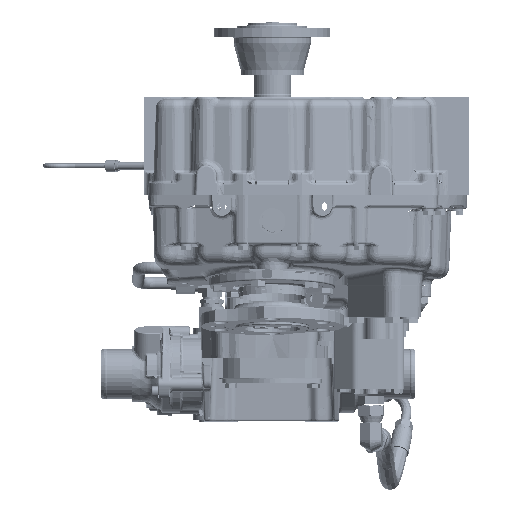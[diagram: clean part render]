
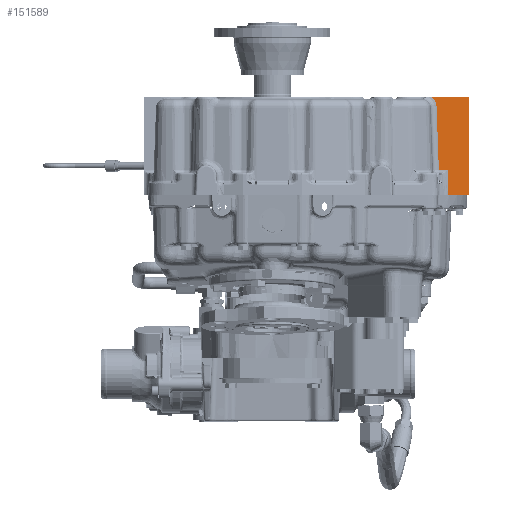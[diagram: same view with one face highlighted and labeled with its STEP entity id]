
A CAD part, front view. The second image highlights one B-rep face of the part: STEP entity #151589.
In plain terms, the highlighted planar face has unit normal (0, -0.999, 0.035).
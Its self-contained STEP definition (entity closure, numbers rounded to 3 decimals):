
#4539 = VECTOR ( 'NONE', #284747, 1000. ) ;
#5316 = ORIENTED_EDGE ( 'NONE', *, *, #194566, .T. ) ;
#6762 = CARTESIAN_POINT ( 'NONE',  ( 226.446, -154.863, -96.588 ) ) ;
#7017 = VECTOR ( 'NONE', #15604, 1000. ) ;
#15604 = DIRECTION ( 'NONE',  ( -1., 0., 0. ) ) ;
#23752 = CARTESIAN_POINT ( 'NONE',  ( 205.757, -151.49, 0. ) ) ;
#27696 = CARTESIAN_POINT ( 'NONE',  ( 212.071, -151.961, -13.491 ) ) ;
#28577 = CARTESIAN_POINT ( 'NONE',  ( 226.426, -154.818, -95.301 ) ) ;
#29568 = CARTESIAN_POINT ( 'NONE',  ( 226.532, -155.059, -102.19 ) ) ;
#35573 = PLANE ( 'NONE',  #215869 ) ;
#37416 = CARTESIAN_POINT ( 'NONE',  ( -300., -151.49, 0. ) ) ;
#44836 = VECTOR ( 'NONE', #110787, 1000. ) ;
#47350 = VECTOR ( 'NONE', #131311, 1000. ) ;
#49559 = CARTESIAN_POINT ( 'NONE',  ( 209.665, -151.612, -3.499 ) ) ;
#52388 = CARTESIAN_POINT ( 'NONE',  ( 226.664, -155.36, -110.819 ) ) ;
#52513 = EDGE_CURVE ( 'NONE', #290217, #231683, #167983, .T. ) ;
#65118 = CARTESIAN_POINT ( 'NONE',  ( -396.804, 456.914, 17422.404 ) ) ;
#75209 = CARTESIAN_POINT ( 'NONE',  ( 226.818, -155.71, -120.856 ) ) ;
#78273 = VERTEX_POINT ( 'NONE', #23752 ) ;
#79049 = ORIENTED_EDGE ( 'NONE', *, *, #52513, .F. ) ;
#83484 = EDGE_CURVE ( 'NONE', #90196, #293504, #218576, .T. ) ;
#90196 = VERTEX_POINT ( 'NONE', #245580 ) ;
#110787 = DIRECTION ( 'NONE',  ( 0.035, -0.035, -0.999 ) ) ;
#112684 = ORIENTED_EDGE ( 'NONE', *, *, #232026, .T. ) ;
#113810 = EDGE_LOOP ( 'NONE', ( #5316, #79049, #284915, #234328, #260502, #112684, #139488 ) ) ;
#122260 = VECTOR ( 'NONE', #156193, 1000. ) ;
#125240 = LINE ( 'NONE', #194412, #4539 ) ;
#126846 = CARTESIAN_POINT ( 'NONE',  ( -500000., -151.59, -2.875 ) ) ;
#129136 = B_SPLINE_CURVE_WITH_KNOTS ( 'NONE', 3,
 ( #254846, #28577, #6762, #165515, #29568, #188288, #52388, #211089, #75209, #233958 ),
 .UNSPECIFIED., .F., .F.,
 ( 4, 3, 3, 4 ),
 ( -0.004, 0., 0.013, 0.028 ),
 .UNSPECIFIED. ) ;
#131311 = DIRECTION ( 'NONE',  ( 0., -0.035, -0.999 ) ) ;
#132269 = FACE_OUTER_BOUND ( 'NONE', #113810, .T. ) ;
#135043 = CARTESIAN_POINT ( 'NONE',  ( 214.883, -154.773, -94.015 ) ) ;
#139488 = ORIENTED_EDGE ( 'NONE', *, *, #267155, .T. ) ;
#148582 =( BOUNDED_CURVE ( )  B_SPLINE_CURVE ( 3, ( #208272, #49559, #163637, #27696 ),
 .UNSPECIFIED., .F., .F. ) 
 B_SPLINE_CURVE_WITH_KNOTS ( ( 4, 4 ),
 ( 3.872, 4.677 ),
 .UNSPECIFIED. ) 
 CURVE ( )  GEOMETRIC_REPRESENTATION_ITEM ( )  RATIONAL_B_SPLINE_CURVE ( ( 1., 0.947, 0.947, 1. ) ) 
 REPRESENTATION_ITEM ( '' )  );
#149606 = DIRECTION ( 'NONE',  ( 0., -0.035, -0.999 ) ) ;
#151589 = ADVANCED_FACE ( 'NONE', ( #132269 ), #35573, .T. ) ;
#156193 = DIRECTION ( 'NONE',  ( 1., 0., 0. ) ) ;
#163637 = CARTESIAN_POINT ( 'NONE',  ( 211.888, -151.778, -8.249 ) ) ;
#165515 = CARTESIAN_POINT ( 'NONE',  ( 226.466, -154.908, -97.875 ) ) ;
#167983 = LINE ( 'NONE', #221543, #47350 ) ;
#180537 = VERTEX_POINT ( 'NONE', #269427 ) ;
#180979 = LINE ( 'NONE', #37416, #7017 ) ;
#185331 = CARTESIAN_POINT ( 'NONE',  ( 253.877, -155.886, -125.875 ) ) ;
#188288 = CARTESIAN_POINT ( 'NONE',  ( 226.598, -155.209, -106.504 ) ) ;
#189729 = LINE ( 'NONE', #224706, #122260 ) ;
#194412 = CARTESIAN_POINT ( 'NONE',  ( -500000., -154.773, -94.015 ) ) ;
#194566 = EDGE_CURVE ( 'NONE', #180537, #231683, #189729, .T. ) ;
#196539 = CARTESIAN_POINT ( 'NONE',  ( 253.877, -151.49, 0. ) ) ;
#208272 = CARTESIAN_POINT ( 'NONE',  ( 205.757, -151.49, 0. ) ) ;
#211089 = CARTESIAN_POINT ( 'NONE',  ( 226.741, -155.535, -115.837 ) ) ;
#215869 = AXIS2_PLACEMENT_3D ( 'NONE', #126846, #285599, #149606 ) ;
#218576 = LINE ( 'NONE', #65118, #44836 ) ;
#221543 = CARTESIAN_POINT ( 'NONE',  ( 253.877, -155.696, -120.438 ) ) ;
#224706 = CARTESIAN_POINT ( 'NONE',  ( -300., -155.886, -125.875 ) ) ;
#226875 = EDGE_CURVE ( 'NONE', #290217, #78273, #180979, .T. ) ;
#231683 = VERTEX_POINT ( 'NONE', #185331 ) ;
#232026 = EDGE_CURVE ( 'NONE', #293504, #244087, #125240, .T. ) ;
#233958 = CARTESIAN_POINT ( 'NONE',  ( 226.895, -155.886, -125.875 ) ) ;
#234328 = ORIENTED_EDGE ( 'NONE', *, *, #279215, .T. ) ;
#242973 = CARTESIAN_POINT ( 'NONE',  ( 226.406, -154.773, -94.015 ) ) ;
#244087 = VERTEX_POINT ( 'NONE', #242973 ) ;
#245580 = CARTESIAN_POINT ( 'NONE',  ( 212.071, -151.961, -13.491 ) ) ;
#254846 = CARTESIAN_POINT ( 'NONE',  ( 226.406, -154.773, -94.015 ) ) ;
#260502 = ORIENTED_EDGE ( 'NONE', *, *, #83484, .T. ) ;
#267155 = EDGE_CURVE ( 'NONE', #244087, #180537, #129136, .T. ) ;
#269427 = CARTESIAN_POINT ( 'NONE',  ( 226.895, -155.886, -125.875 ) ) ;
#279215 = EDGE_CURVE ( 'NONE', #78273, #90196, #148582, .T. ) ;
#284747 = DIRECTION ( 'NONE',  ( 1., 0., 0. ) ) ;
#284915 = ORIENTED_EDGE ( 'NONE', *, *, #226875, .T. ) ;
#285599 = DIRECTION ( 'NONE',  ( 0., -0.999, 0.035 ) ) ;
#290217 = VERTEX_POINT ( 'NONE', #196539 ) ;
#293504 = VERTEX_POINT ( 'NONE', #135043 ) ;
